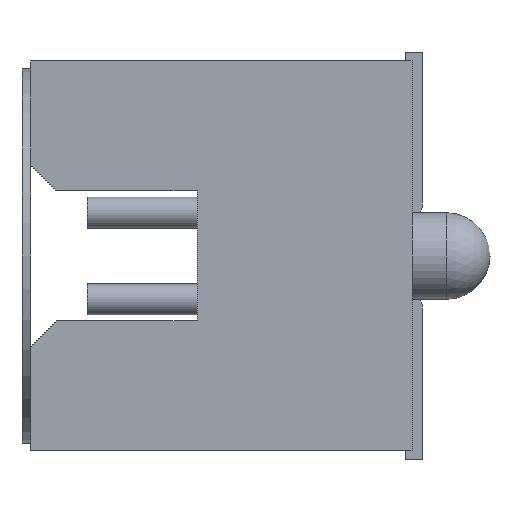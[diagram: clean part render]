
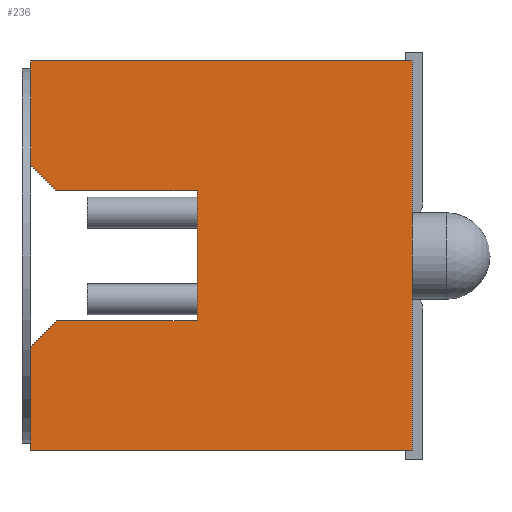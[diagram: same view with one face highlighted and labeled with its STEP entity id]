
A CAD part, left-side view. The second image highlights one B-rep face of the part: STEP entity #236.
In plain terms, the highlighted planar face has unit normal (-1, 0, 0).
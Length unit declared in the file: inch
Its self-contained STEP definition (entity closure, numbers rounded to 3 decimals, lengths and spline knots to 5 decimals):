
#236 = ADVANCED_FACE( '', ( #431 ), #432, .F. );
#431 = FACE_OUTER_BOUND( '', #779, .T. );
#432 = PLANE( '', #780 );
#779 = EDGE_LOOP( '', ( #1303, #1304, #1305, #1306, #1307, #1308, #1309, #1310, #1311, #1312, #1313 ) );
#780 = AXIS2_PLACEMENT_3D( '', #1314, #1315, #1316 );
#1303 = ORIENTED_EDGE( '', *, *, #2468, .T. );
#1304 = ORIENTED_EDGE( '', *, *, #2452, .T. );
#1305 = ORIENTED_EDGE( '', *, *, #2406, .F. );
#1306 = ORIENTED_EDGE( '', *, *, #2457, .F. );
#1307 = ORIENTED_EDGE( '', *, *, #2469, .T. );
#1308 = ORIENTED_EDGE( '', *, *, #2442, .F. );
#1309 = ORIENTED_EDGE( '', *, *, #2402, .T. );
#1310 = ORIENTED_EDGE( '', *, *, #2381, .T. );
#1311 = ORIENTED_EDGE( '', *, *, #2398, .T. );
#1312 = ORIENTED_EDGE( '', *, *, #2470, .F. );
#1313 = ORIENTED_EDGE( '', *, *, #2449, .F. );
#1314 = CARTESIAN_POINT( '', ( -0.1875, 0.22, -0.1125 ) );
#1315 = DIRECTION( '', ( 1., 0., 0. ) );
#1316 = DIRECTION( '', ( 0., 0., -1. ) );
#2381 = EDGE_CURVE( '', #2804, #2780, #2805, .T. );
#2398 = EDGE_CURVE( '', #2780, #2832, #2834, .T. );
#2402 = EDGE_CURVE( '', #2840, #2804, #2841, .T. );
#2406 = EDGE_CURVE( '', #2846, #2848, #2849, .T. );
#2442 = EDGE_CURVE( '', #2840, #2908, #2909, .T. );
#2449 = EDGE_CURVE( '', #2919, #2921, #2922, .T. );
#2452 = EDGE_CURVE( '', #2926, #2848, #2927, .T. );
#2457 = EDGE_CURVE( '', #2932, #2846, #2934, .T. );
#2468 = EDGE_CURVE( '', #2919, #2926, #2946, .T. );
#2469 = EDGE_CURVE( '', #2932, #2908, #2947, .T. );
#2470 = EDGE_CURVE( '', #2921, #2832, #2948, .T. );
#2780 = VERTEX_POINT( '', #3466 );
#2804 = VERTEX_POINT( '', #3499 );
#2805 = LINE( '', #3500, #3501 );
#2832 = VERTEX_POINT( '', #3542 );
#2834 = LINE( '', #3545, #3546 );
#2840 = VERTEX_POINT( '', #3555 );
#2841 = LINE( '', #3556, #3557 );
#2846 = VERTEX_POINT( '', #3564 );
#2848 = VERTEX_POINT( '', #3567 );
#2849 = LINE( '', #3568, #3569 );
#2908 = VERTEX_POINT( '', #3663 );
#2909 = LINE( '', #3664, #3665 );
#2919 = VERTEX_POINT( '', #3680 );
#2921 = VERTEX_POINT( '', #3683 );
#2922 = LINE( '', #3684, #3685 );
#2926 = VERTEX_POINT( '', #3691 );
#2927 = LINE( '', #3692, #3693 );
#2932 = VERTEX_POINT( '', #3701 );
#2934 = LINE( '', #3704, #3705 );
#2946 = LINE( '', #3727, #3728 );
#2947 = LINE( '', #3729, #3730 );
#2948 = LINE( '', #3731, #3732 );
#3466 = CARTESIAN_POINT( '', ( -0.1875, 0., 0. ) );
#3499 = CARTESIAN_POINT( '', ( -0.1875, 0., -0.1125 ) );
#3500 = CARTESIAN_POINT( '', ( -0.1875, 0., -0.1125 ) );
#3501 = VECTOR( '', #4512, 39.37008 );
#3542 = CARTESIAN_POINT( '', ( -0.1875, 0., 0.1125 ) );
#3545 = CARTESIAN_POINT( '', ( -0.1875, 0., -0.1125 ) );
#3546 = VECTOR( '', #4531, 39.37008 );
#3555 = CARTESIAN_POINT( '', ( -0.1875, 0.22, -0.1125 ) );
#3556 = CARTESIAN_POINT( '', ( -0.1875, 0.22, -0.1125 ) );
#3557 = VECTOR( '', #4535, 39.37008 );
#3564 = CARTESIAN_POINT( '', ( -0.1875, 0.124, -0.0375 ) );
#3567 = CARTESIAN_POINT( '', ( -0.1875, 0.124, 0.0375 ) );
#3568 = CARTESIAN_POINT( '', ( -0.1875, 0.124, -0.0375 ) );
#3569 = VECTOR( '', #4539, 39.37008 );
#3663 = CARTESIAN_POINT( '', ( -0.1875, 0.22, -0.0525 ) );
#3664 = CARTESIAN_POINT( '', ( -0.1875, 0.22, -0.1125 ) );
#3665 = VECTOR( '', #4575, 39.37008 );
#3680 = CARTESIAN_POINT( '', ( -0.1875, 0.22, 0.0525 ) );
#3683 = CARTESIAN_POINT( '', ( -0.1875, 0.22, 0.1125 ) );
#3684 = CARTESIAN_POINT( '', ( -0.1875, 0.22, -0.1125 ) );
#3685 = VECTOR( '', #4582, 39.37008 );
#3691 = CARTESIAN_POINT( '', ( -0.1875, 0.205, 0.0375 ) );
#3692 = CARTESIAN_POINT( '', ( -0.1875, 0.316, 0.0375 ) );
#3693 = VECTOR( '', #4585, 39.37008 );
#3701 = CARTESIAN_POINT( '', ( -0.1875, 0.205, -0.0375 ) );
#3704 = CARTESIAN_POINT( '', ( -0.1875, 0.316, -0.0375 ) );
#3705 = VECTOR( '', #4590, 39.37008 );
#3727 = CARTESIAN_POINT( '', ( -0.1875, 0.22, 0.0525 ) );
#3728 = VECTOR( '', #4601, 39.37008 );
#3729 = CARTESIAN_POINT( '', ( -0.1875, 0.205, -0.0375 ) );
#3730 = VECTOR( '', #4602, 39.37008 );
#3731 = CARTESIAN_POINT( '', ( -0.1875, 0.22, 0.1125 ) );
#3732 = VECTOR( '', #4603, 39.37008 );
#4512 = DIRECTION( '', ( 0., 0., 1. ) );
#4531 = DIRECTION( '', ( 0., 0., 1. ) );
#4535 = DIRECTION( '', ( 0., -1., 0. ) );
#4539 = DIRECTION( '', ( 0., 0., 1. ) );
#4575 = DIRECTION( '', ( 0., 0., 1. ) );
#4582 = DIRECTION( '', ( 0., 0., 1. ) );
#4585 = DIRECTION( '', ( 0., -1., 0. ) );
#4590 = DIRECTION( '', ( 0., -1., 0. ) );
#4601 = DIRECTION( '', ( 0., -0.707, -0.707 ) );
#4602 = DIRECTION( '', ( 0., 0.707, -0.707 ) );
#4603 = DIRECTION( '', ( 0., -1., 0. ) );
